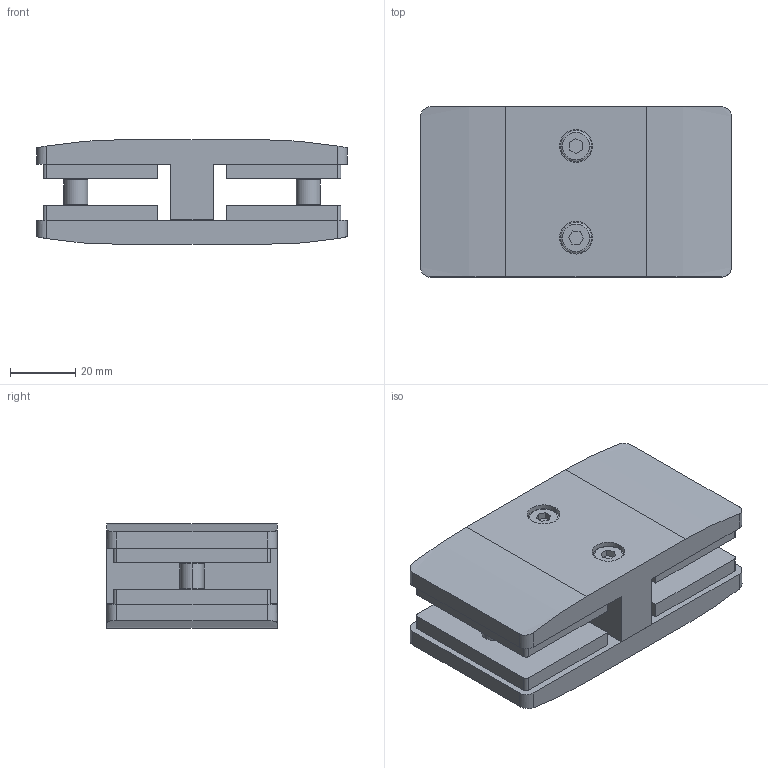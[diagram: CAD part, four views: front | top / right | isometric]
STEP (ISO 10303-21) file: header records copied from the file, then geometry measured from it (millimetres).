
FILE_DESCRIPTION (( 'STEP AP203' ), '1' );
FILE_NAME ('3D_GG4384 x 8_188758940.STEP', '2024-11-04T13:49:15', ( '' ), ( '' ), 'SwSTEP 2.0', 'SolidWorks 2023', '' );
FILE_SCHEMA (( 'CONFIG_CONTROL_DESIGN' ));
Length unit declared in the file: millimetre
Products named in the file (1): 3D_GG4384 x 8_188758940
Bounding box: 95 x 52 x 32 mm (x, y, z)
Volume: 111418.7 mm3; surface area: 47099.9 mm2
Topology: 8 solids, 8 shells, 154 faces, 356 edges, 236 vertices
Faces by surface type: plane 90, cylinder 56, torus 4, bspline 4
Entity records: 4567 total; most frequent: CARTESIAN_POINT 907, DIRECTION 754, ORIENTED_EDGE 712, EDGE_CURVE 356, AXIS2_PLACEMENT_3D 263, VERTEX_POINT 236, VECTOR 228, LINE 228
